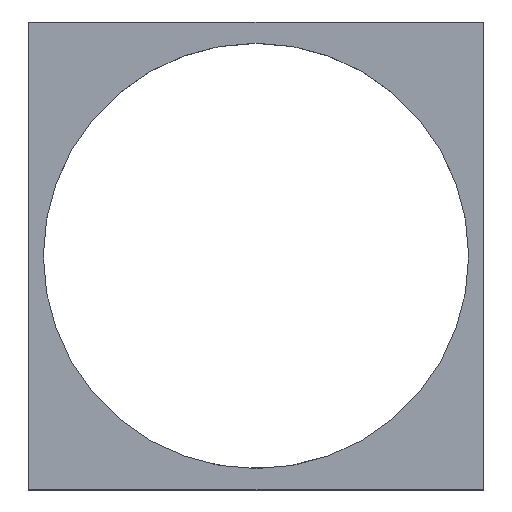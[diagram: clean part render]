
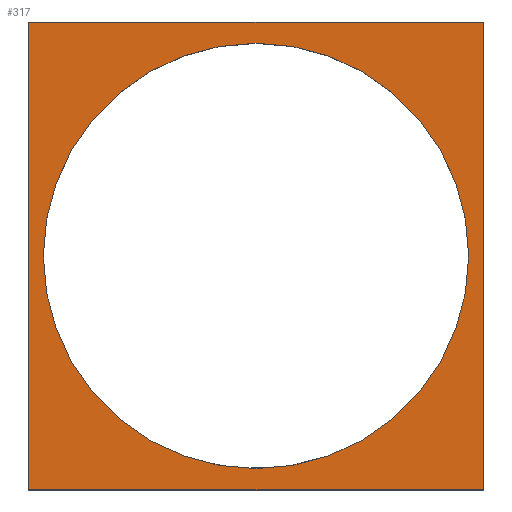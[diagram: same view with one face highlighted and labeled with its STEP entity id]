
A CAD part, top view. The second image highlights one B-rep face of the part: STEP entity #317.
In plain terms, the highlighted planar face has unit normal (0, 0, 1).
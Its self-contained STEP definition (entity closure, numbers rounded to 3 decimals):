
#37=FACE_BOUND('',#84,.T.);
#42=CIRCLE('',#353,95.);
#61=FACE_OUTER_BOUND('',#83,.T.);
#83=EDGE_LOOP('',(#245,#246,#247,#248));
#84=EDGE_LOOP('',(#249));
#98=LINE('',#476,#120);
#102=LINE('',#483,#124);
#105=LINE('',#495,#127);
#107=LINE('',#498,#129);
#120=VECTOR('',#384,1.);
#124=VECTOR('',#390,1.);
#127=VECTOR('',#401,1.);
#129=VECTOR('',#405,1.);
#142=VERTEX_POINT('',#473);
#143=VERTEX_POINT('',#475);
#145=VERTEX_POINT('',#481);
#150=VERTEX_POINT('',#493);
#151=VERTEX_POINT('',#500);
#173=EDGE_CURVE('',#143,#142,#98,.T.);
#177=EDGE_CURVE('',#142,#145,#102,.T.);
#183=EDGE_CURVE('',#145,#150,#105,.T.);
#185=EDGE_CURVE('',#150,#143,#107,.T.);
#186=EDGE_CURVE('',#151,#151,#42,.T.);
#245=ORIENTED_EDGE('',*,*,#173,.T.);
#246=ORIENTED_EDGE('',*,*,#177,.T.);
#247=ORIENTED_EDGE('',*,*,#183,.T.);
#248=ORIENTED_EDGE('',*,*,#185,.T.);
#249=ORIENTED_EDGE('',*,*,#186,.F.);
#310=PLANE('',#355);
#317=ADVANCED_FACE('',(#61,#37),#310,.T.);
#353=AXIS2_PLACEMENT_3D('',#501,#408,#409);
#355=AXIS2_PLACEMENT_3D('',#650,#413,#414);
#384=DIRECTION('',(0.,-1.,0.));
#390=DIRECTION('',(1.,0.,0.));
#401=DIRECTION('',(0.,1.,0.));
#405=DIRECTION('',(-1.,0.,0.));
#408=DIRECTION('center_axis',(0.,0.,1.));
#409=DIRECTION('ref_axis',(1.,0.,0.));
#413=DIRECTION('center_axis',(0.,0.,1.));
#414=DIRECTION('ref_axis',(1.,0.,0.));
#473=CARTESIAN_POINT('',(-101.5,-104.5,30.));
#475=CARTESIAN_POINT('',(-101.5,104.5,30.));
#476=CARTESIAN_POINT('',(-101.5,104.5,30.));
#481=CARTESIAN_POINT('',(101.5,-104.5,30.));
#483=CARTESIAN_POINT('',(-101.5,-104.5,30.));
#493=CARTESIAN_POINT('',(101.5,104.5,30.));
#495=CARTESIAN_POINT('',(101.5,-104.5,30.));
#498=CARTESIAN_POINT('',(101.5,104.5,30.));
#500=CARTESIAN_POINT('',(95.,0.,30.));
#501=CARTESIAN_POINT('Origin',(0.,0.,30.));
#650=CARTESIAN_POINT('Origin',(0.,0.,30.));
